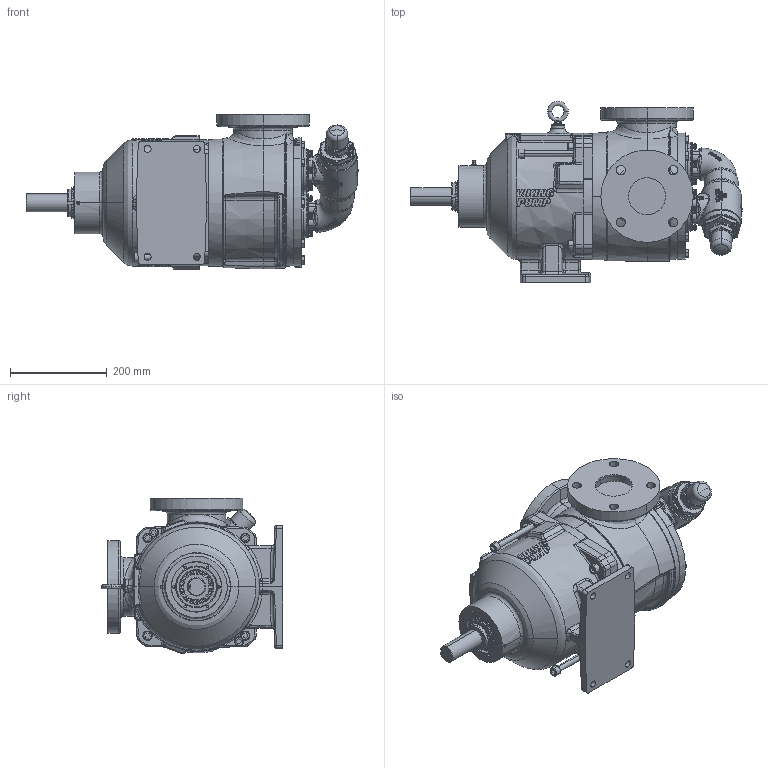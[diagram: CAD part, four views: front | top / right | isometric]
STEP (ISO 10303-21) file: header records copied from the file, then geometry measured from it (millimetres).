
FILE_DESCRIPTION (( 'STEP AP214' ), '1' );
FILE_NAME ('LS8124A.STEP', '2017-09-05T12:43:06', ( '' ), ( '' ), 'SwSTEP 2.0', 'SolidWorks 2016', '' );
FILE_SCHEMA (( 'AUTOMOTIVE_DESIGN' ));
Length unit declared in the file: inch
Products named in the file (2): LS8124A
Bounding box: 684.68 x 373.89 x 320.56 mm (x, y, z)
Volume: 26330170 mm3; surface area: 846762.3 mm2
Topology: 1 solids, 1 shells, 2859 faces, 7281 edges, 4479 vertices
Faces by surface type: plane 1058, bspline 864, cylinder 465, cone 258, torus 186, sphere 28
Entity records: 188756 total; most frequent: CARTESIAN_POINT 109180, ORIENTED_EDGE 14408, DIRECTION 10167, EDGE_CURVE 7204, VERTEX_POINT 4476, AXIS2_PLACEMENT_3D 3838, EDGE_LOOP 3042, FACE_OUTER_BOUND 2859
